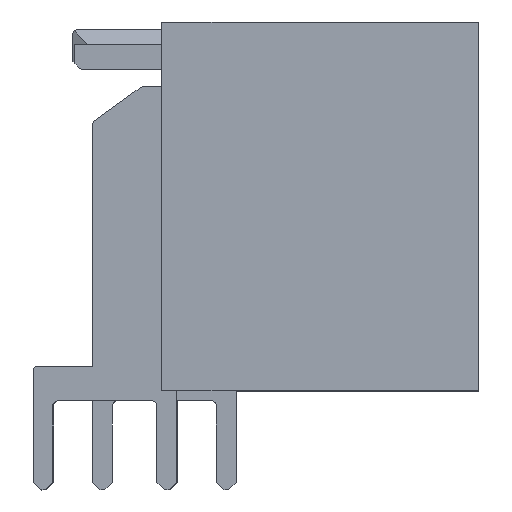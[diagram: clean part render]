
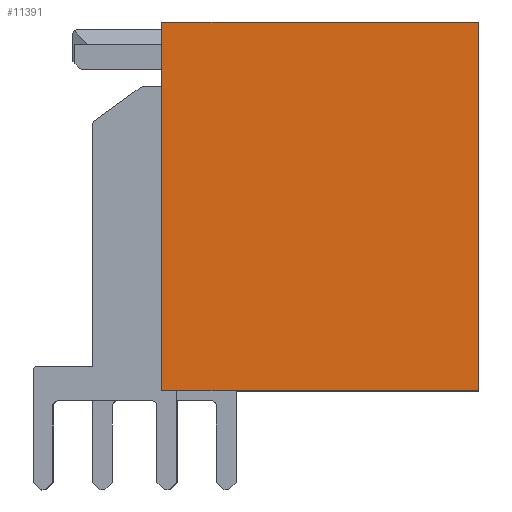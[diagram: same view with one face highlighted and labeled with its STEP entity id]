
A CAD part, front view. The second image highlights one B-rep face of the part: STEP entity #11391.
In plain terms, the highlighted planar face has unit normal (0, -1, 0).
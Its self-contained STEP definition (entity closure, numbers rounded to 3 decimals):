
#1085=ORIENTED_EDGE('',*,*,#4301,.F.);
#1086=ORIENTED_EDGE('',*,*,#4060,.F.);
#1087=ORIENTED_EDGE('',*,*,#4302,.F.);
#1088=ORIENTED_EDGE('',*,*,#4303,.F.);
#4060=EDGE_CURVE('',#5693,#5694,#6832,.T.);
#4301=EDGE_CURVE('',#5694,#5857,#7073,.T.);
#4302=EDGE_CURVE('',#5858,#5693,#7074,.T.);
#4303=EDGE_CURVE('',#5857,#5858,#7075,.T.);
#5693=VERTEX_POINT('',#16532);
#5694=VERTEX_POINT('',#16534);
#5857=VERTEX_POINT('',#16973);
#5858=VERTEX_POINT('',#16975);
#6832=LINE('',#16533,#8445);
#7073=LINE('',#16972,#8686);
#7074=LINE('',#16974,#8687);
#7075=LINE('',#16976,#8688);
#8445=VECTOR('',#13205,1000.);
#8686=VECTOR('',#13516,1000.);
#8687=VECTOR('',#13517,1000.);
#8688=VECTOR('',#13518,1000.);
#9660=EDGE_LOOP('',(#1085,#1086,#1087,#1088));
#10265=FACE_BOUND('',#9660,.T.);
#10853=PLANE('',#12016);
#11391=ADVANCED_FACE('',(#10265),#10853,.F.);
#12016=AXIS2_PLACEMENT_3D('',#16971,#13514,#13515);
#13205=DIRECTION('',(1.,0.,0.));
#13514=DIRECTION('',(0.,1.,0.));
#13515=DIRECTION('',(0.,0.,1.));
#13516=DIRECTION('',(0.,0.,-1.));
#13517=DIRECTION('',(0.,0.,1.));
#13518=DIRECTION('',(-1.,0.,0.));
#16532=CARTESIAN_POINT('',(-7.45,0.,6.4));
#16533=CARTESIAN_POINT('',(-7.45,0.,6.4));
#16534=CARTESIAN_POINT('',(7.45,0.,6.4));
#16971=CARTESIAN_POINT('',(0.,0.,0.));
#16972=CARTESIAN_POINT('',(7.45,0.,6.4));
#16973=CARTESIAN_POINT('',(7.45,0.,-6.4));
#16974=CARTESIAN_POINT('',(-7.45,0.,-6.4));
#16975=CARTESIAN_POINT('',(-7.45,0.,-6.4));
#16976=CARTESIAN_POINT('',(7.45,0.,-6.4));
